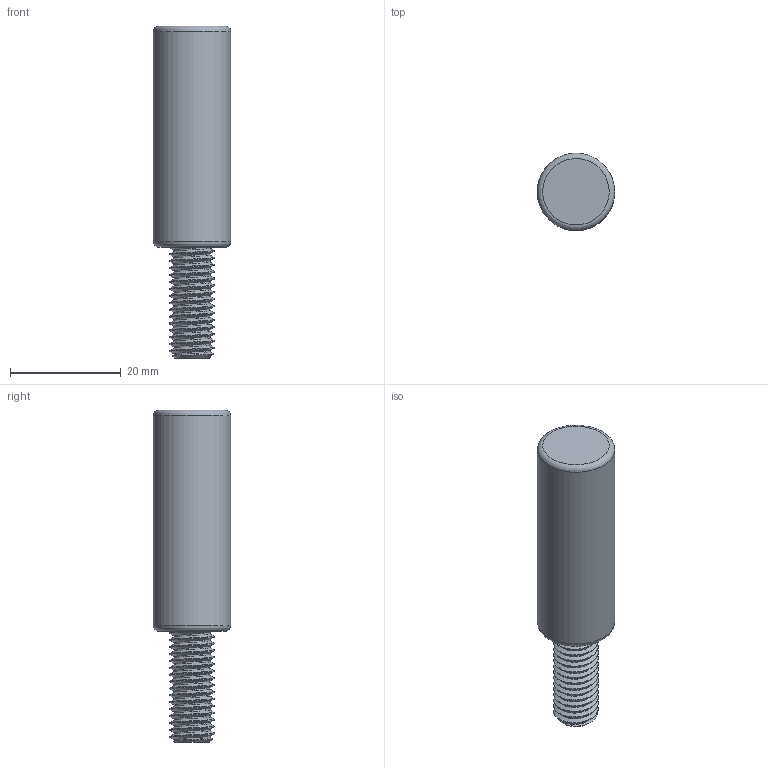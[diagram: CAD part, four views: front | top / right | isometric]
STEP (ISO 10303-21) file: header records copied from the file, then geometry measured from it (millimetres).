
FILE_DESCRIPTION(/* description */ (''),/* implementation_level */ '2;1');
FILE_NAME(/* name */ 'FIXATI~1',/* time_stamp */ '2021-11-25T00:30:40+01:00',/* author */ (''),/* organization */ (''),/* preprocessor_version */ 'ST-DEVELOPER v16.5',/* originating_system */ '',/* authorisation */ '');
FILE_SCHEMA (('CONFIG_CONTROL_DESIGN'));
Length unit declared in the file: millimetre
Products named in the file (1): Document
Bounding box: 13.99 x 13.98 x 60 mm (x, y, z)
Volume: 6960.4 mm3; surface area: 2759.5 mm2
Topology: 1 solids, 1 shells, 44 faces, 121 edges, 80 vertices
Faces by surface type: cylinder 33, bspline 8, plane 3
Full cylindrical faces by diameter (mm): 14 x1
Entity records: 4314 total; most frequent: CARTESIAN_POINT 3493, ORIENTED_EDGE 242, EDGE_CURVE 121, VERTEX_POINT 80, EDGE_LOOP 45, ADVANCED_FACE 44, FACE_OUTER_BOUND 44, B_SPLINE_CURVE_WITH_KNOTS 44
